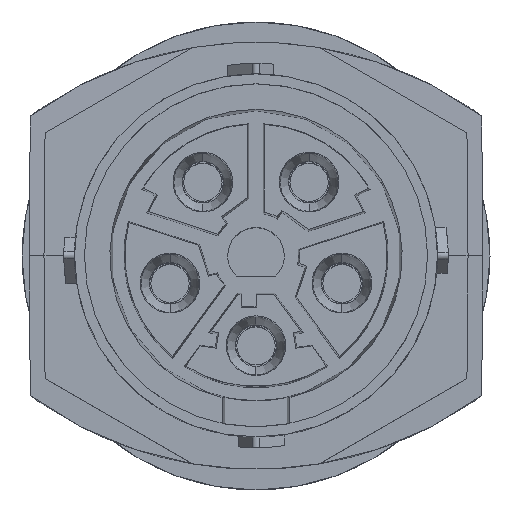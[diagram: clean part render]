
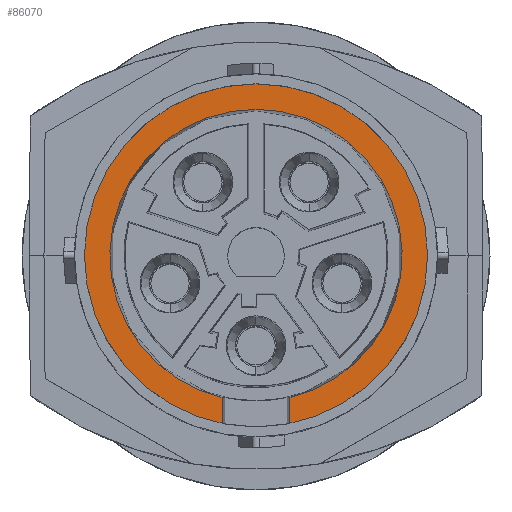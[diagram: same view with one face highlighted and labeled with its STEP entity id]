
A CAD part, top view. The second image highlights one B-rep face of the part: STEP entity #86070.
In plain terms, the highlighted face is planar.
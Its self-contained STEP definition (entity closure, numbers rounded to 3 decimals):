
#40180=CARTESIAN_POINT('',(-12.796,-6.061,
-10.496));
#40190=VERTEX_POINT('',#40180);
#40360=CARTESIAN_POINT('',(-12.796,-6.061,
-5.703));
#40370=VERTEX_POINT('',#40360);
#40400=CARTESIAN_POINT('',(-12.796,-17.921,
-8.1));
#40410=DIRECTION('',(1.,0.,0.));
#40420=DIRECTION('',(0.,0.,-1.));
#40430=AXIS2_PLACEMENT_3D('',#40400,#40410,#40420);
#40440=CIRCLE('',#40430,12.1);
#40450=CARTESIAN_POINT('',(-12.796,-17.921,
4.));
#40460=VERTEX_POINT('',#40450);
#40470=EDGE_CURVE('',#40370,#40460,#40440,.T.);
#40600=CARTESIAN_POINT('',(-12.796,-17.921,
-20.2));
#40610=VERTEX_POINT('',#40600);
#40640=EDGE_CURVE('',#40610,#40190,#40440,.T.);
#41360=CARTESIAN_POINT('',(-12.796,-7.897,
-10.496));
#41370=VERTEX_POINT('',#41360);
#41400=CARTESIAN_POINT('',(-12.796,-17.921,
-8.1));
#41410=DIRECTION('',(1.,0.,0.));
#41420=DIRECTION('',(0.,1.,0.));
#41430=AXIS2_PLACEMENT_3D('',#41400,#41410,#41420);
#41440=CIRCLE('',#41430,10.307);
#41450=CARTESIAN_POINT('',(-12.796,-28.228,
-8.1));
#41460=VERTEX_POINT('',#41450);
#41470=EDGE_CURVE('',#41460,#41370,#41440,.T.);
#74400=CARTESIAN_POINT('',(-12.796,-9.314,
-10.496));
#74410=DIRECTION('',(0.,-1.,0.));
#74420=VECTOR('',#74410,1.);
#74430=LINE('',#74400,#74420);
#74440=EDGE_CURVE('',#40190,#41370,#74430,.T.);
#85540=CARTESIAN_POINT('',(-12.796,-7.897,
-5.703));
#85550=VERTEX_POINT('',#85540);
#85580=CARTESIAN_POINT('',(-12.796,-9.314,
-5.703));
#85590=DIRECTION('',(0.,1.,0.));
#85600=VECTOR('',#85590,1.);
#85610=LINE('',#85580,#85600);
#85620=EDGE_CURVE('',#85550,#40370,#85610,.T.);
#85910=CARTESIAN_POINT('',(-12.796,-216.751,
-8.1));
#85920=DIRECTION('',(1.,0.,0.));
#85930=DIRECTION('',(0.,0.,-1.));
#85940=AXIS2_PLACEMENT_3D('',#85910,#85920,#85930);
#85950=PLANE('',#85940);
#85960=ORIENTED_EDGE('',*,*,#74440,.T.);
#85970=ORIENTED_EDGE('',*,*,#40640,.T.);
#85980=EDGE_CURVE('',#40460,#40610,#40440,.T.);
#85990=ORIENTED_EDGE('',*,*,#85980,.T.);
#86000=ORIENTED_EDGE('',*,*,#40470,.T.);
#86010=ORIENTED_EDGE('',*,*,#85620,.T.);
#86020=EDGE_CURVE('',#85550,#41460,#41440,.T.);
#86030=ORIENTED_EDGE('',*,*,#86020,.F.);
#86040=ORIENTED_EDGE('',*,*,#41470,.F.);
#86050=EDGE_LOOP('',(#86040,#86030,#86010,#86000,#85990,#85970,#85960));
#86060=FACE_OUTER_BOUND('',#86050,.T.);
#86070=ADVANCED_FACE('',(#86060),#85950,.T.);
